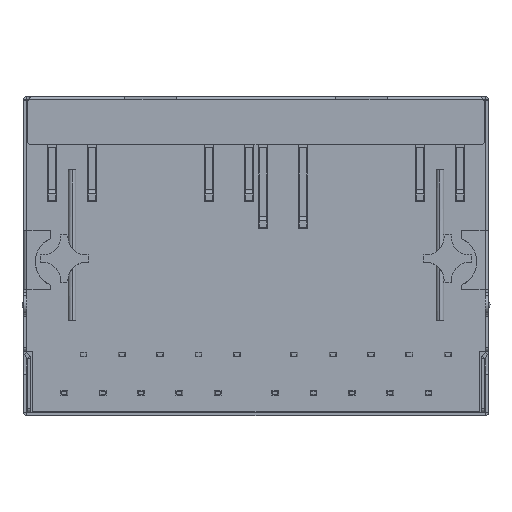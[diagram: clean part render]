
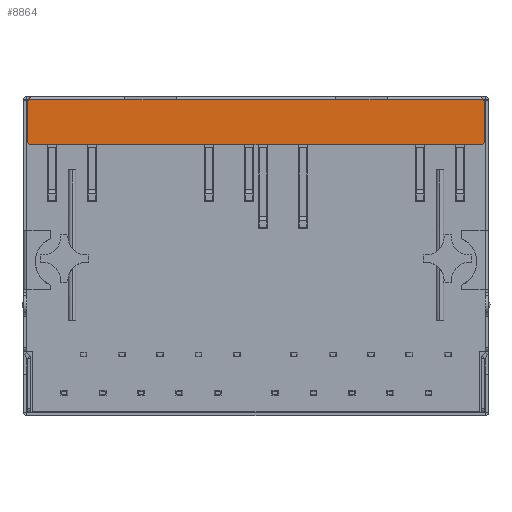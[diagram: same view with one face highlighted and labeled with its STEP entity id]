
A CAD part, front view. The second image highlights one B-rep face of the part: STEP entity #8864.
In plain terms, the highlighted planar face has unit normal (0, -1, 0).
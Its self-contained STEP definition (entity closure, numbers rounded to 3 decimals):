
#57 = EDGE_CURVE ( 'NONE', #14486, #4864, #20947, .T. ) ;
#73 = CIRCLE ( 'NONE', #30041, 0.2 ) ;
#91 = DIRECTION ( 'NONE',  ( 0., 0., 1. ) ) ;
#241 = LINE ( 'NONE', #14663, #21837 ) ;
#611 = CARTESIAN_POINT ( 'NONE',  ( 15.4, -6.775, -3. ) ) ;
#1871 = EDGE_CURVE ( 'NONE', #15551, #40063, #241, .T. ) ;
#3250 = DIRECTION ( 'NONE',  ( 0., 0., 1. ) ) ;
#3852 = LINE ( 'NONE', #18739, #32056 ) ;
#4194 = EDGE_CURVE ( 'NONE', #38883, #14486, #22167, .T. ) ;
#4366 = ORIENTED_EDGE ( 'NONE', *, *, #34699, .F. ) ;
#4452 = VECTOR ( 'NONE', #36516, 1000. ) ;
#4632 = CARTESIAN_POINT ( 'NONE',  ( 15.129, -6.775, -0.075 ) ) ;
#4864 = VERTEX_POINT ( 'NONE', #42479 ) ;
#5175 = CARTESIAN_POINT ( 'NONE',  ( -5.285, -6.775, -0.02 ) ) ;
#5302 = ORIENTED_EDGE ( 'NONE', *, *, #10173, .F. ) ;
#7690 = DIRECTION ( 'NONE',  ( 1., 0., 0. ) ) ;
#7814 = CARTESIAN_POINT ( 'NONE',  ( 14.991, -6.775, -0.02 ) ) ;
#8344 = AXIS2_PLACEMENT_3D ( 'NONE', #23192, #12130, #44586 ) ;
#8864 = ADVANCED_FACE ( 'NONE', ( #37849 ), #30160, .F. ) ;
#9294 = CIRCLE ( 'NONE', #35380, 0.2 ) ;
#9976 = CIRCLE ( 'NONE', #19987, 0.2 ) ;
#10173 = EDGE_CURVE ( 'NONE', #40063, #46534, #22057, .T. ) ;
#10315 = ORIENTED_EDGE ( 'NONE', *, *, #44609, .T. ) ;
#10773 = CARTESIAN_POINT ( 'NONE',  ( 8.685, -6.775, -0.02 ) ) ;
#10855 = ORIENTED_EDGE ( 'NONE', *, *, #33828, .F. ) ;
#10940 = VECTOR ( 'NONE', #18443, 1000. ) ;
#11267 = CARTESIAN_POINT ( 'NONE',  ( 15.129, -6.775, 0. ) ) ;
#11793 = ORIENTED_EDGE ( 'NONE', *, *, #41753, .F. ) ;
#12130 = DIRECTION ( 'NONE',  ( 0., 1., 0. ) ) ;
#12525 = AXIS2_PLACEMENT_3D ( 'NONE', #33021, #29654, #91 ) ;
#14408 = CARTESIAN_POINT ( 'NONE',  ( 14.929, -6.775, -3. ) ) ;
#14486 = VERTEX_POINT ( 'NONE', #21355 ) ;
#14663 = CARTESIAN_POINT ( 'NONE',  ( 15.4, -6.775, -0.02 ) ) ;
#15551 = VERTEX_POINT ( 'NONE', #5175 ) ;
#16216 = DIRECTION ( 'NONE',  ( -1., 0., 0. ) ) ;
#17675 = DIRECTION ( 'NONE',  ( 0., 1., 0. ) ) ;
#18443 = DIRECTION ( 'NONE',  ( 1., 0., 0. ) ) ;
#18739 = CARTESIAN_POINT ( 'NONE',  ( 15.4, -6.775, -0.02 ) ) ;
#19085 = VECTOR ( 'NONE', #41772, 1000. ) ;
#19345 = EDGE_CURVE ( 'NONE', #37813, #34112, #73, .T. ) ;
#19352 = LINE ( 'NONE', #611, #41340 ) ;
#19713 = EDGE_LOOP ( 'NONE', ( #23135, #34294, #10855, #21836, #30479, #45865, #44241, #5302, #42333, #11793, #4366, #10315 ) ) ;
#19987 = AXIS2_PLACEMENT_3D ( 'NONE', #36194, #17675, #3250 ) ;
#20947 = CIRCLE ( 'NONE', #12525, 0.2 ) ;
#21223 = CARTESIAN_POINT ( 'NONE',  ( 15.129, -6.775, -2.8 ) ) ;
#21355 = CARTESIAN_POINT ( 'NONE',  ( -15.129, -6.775, -2.8 ) ) ;
#21836 = ORIENTED_EDGE ( 'NONE', *, *, #19345, .T. ) ;
#21837 = VECTOR ( 'NONE', #34554, 1000. ) ;
#22057 = LINE ( 'NONE', #36725, #10940 ) ;
#22167 = LINE ( 'NONE', #36826, #34952 ) ;
#22208 = DIRECTION ( 'NONE',  ( 0., -1., 0. ) ) ;
#22901 = CARTESIAN_POINT ( 'NONE',  ( 15.129, -6.775, 0.125 ) ) ;
#23135 = ORIENTED_EDGE ( 'NONE', *, *, #4194, .T. ) ;
#23192 = CARTESIAN_POINT ( 'NONE',  ( 0., -6.775, 0. ) ) ;
#24317 = CARTESIAN_POINT ( 'NONE',  ( -14.991, -6.775, -0.02 ) ) ;
#26035 = DIRECTION ( 'NONE',  ( 0., 0., 1. ) ) ;
#26524 = DIRECTION ( 'NONE',  ( 0., 0., 1. ) ) ;
#27126 = CARTESIAN_POINT ( 'NONE',  ( -8.685, -6.775, -0.02 ) ) ;
#29654 = DIRECTION ( 'NONE',  ( 0., -1., 0. ) ) ;
#30041 = AXIS2_PLACEMENT_3D ( 'NONE', #33019, #22208, #26524 ) ;
#30160 = PLANE ( 'NONE',  #8344 ) ;
#30479 = ORIENTED_EDGE ( 'NONE', *, *, #35377, .F. ) ;
#31317 = DIRECTION ( 'NONE',  ( 1., 0., 0. ) ) ;
#31850 = CARTESIAN_POINT ( 'NONE',  ( -8.685, -6.775, -0.02 ) ) ;
#32056 = VECTOR ( 'NONE', #7690, 1000. ) ;
#32910 = LINE ( 'NONE', #11267, #4452 ) ;
#33019 = CARTESIAN_POINT ( 'NONE',  ( 14.929, -6.775, -2.8 ) ) ;
#33021 = CARTESIAN_POINT ( 'NONE',  ( -14.929, -6.775, -2.8 ) ) ;
#33483 = EDGE_CURVE ( 'NONE', #46534, #33799, #3852, .T. ) ;
#33799 = VERTEX_POINT ( 'NONE', #7814 ) ;
#33828 = EDGE_CURVE ( 'NONE', #37813, #4864, #19352, .T. ) ;
#34112 = VERTEX_POINT ( 'NONE', #21223 ) ;
#34294 = ORIENTED_EDGE ( 'NONE', *, *, #57, .T. ) ;
#34554 = DIRECTION ( 'NONE',  ( 1., 0., 0. ) ) ;
#34699 = EDGE_CURVE ( 'NONE', #47188, #43375, #37599, .T. ) ;
#34952 = VECTOR ( 'NONE', #44028, 1000. ) ;
#35377 = EDGE_CURVE ( 'NONE', #45268, #34112, #32910, .T. ) ;
#35380 = AXIS2_PLACEMENT_3D ( 'NONE', #22901, #44288, #26035 ) ;
#36194 = CARTESIAN_POINT ( 'NONE',  ( -15.129, -6.775, 0.125 ) ) ;
#36516 = DIRECTION ( 'NONE',  ( 0., 0., -1. ) ) ;
#36725 = CARTESIAN_POINT ( 'NONE',  ( 8.685, -6.775, -0.02 ) ) ;
#36826 = CARTESIAN_POINT ( 'NONE',  ( -15.129, -6.775, 0. ) ) ;
#37272 = CARTESIAN_POINT ( 'NONE',  ( 5.285, -6.775, -0.02 ) ) ;
#37599 = LINE ( 'NONE', #38065, #42043 ) ;
#37813 = VERTEX_POINT ( 'NONE', #14408 ) ;
#37849 = FACE_OUTER_BOUND ( 'NONE', #19713, .T. ) ;
#38065 = CARTESIAN_POINT ( 'NONE',  ( 15.4, -6.775, -0.02 ) ) ;
#38883 = VERTEX_POINT ( 'NONE', #45429 ) ;
#40063 = VERTEX_POINT ( 'NONE', #37272 ) ;
#41340 = VECTOR ( 'NONE', #16216, 1000. ) ;
#41753 = EDGE_CURVE ( 'NONE', #43375, #15551, #45388, .T. ) ;
#41772 = DIRECTION ( 'NONE',  ( 1., 0., 0. ) ) ;
#42043 = VECTOR ( 'NONE', #31317, 1000. ) ;
#42333 = ORIENTED_EDGE ( 'NONE', *, *, #1871, .F. ) ;
#42479 = CARTESIAN_POINT ( 'NONE',  ( -14.929, -6.775, -3. ) ) ;
#43375 = VERTEX_POINT ( 'NONE', #31850 ) ;
#44028 = DIRECTION ( 'NONE',  ( 0., 0., -1. ) ) ;
#44241 = ORIENTED_EDGE ( 'NONE', *, *, #33483, .F. ) ;
#44288 = DIRECTION ( 'NONE',  ( 0., 1., 0. ) ) ;
#44586 = DIRECTION ( 'NONE',  ( 0., 0., 1. ) ) ;
#44609 = EDGE_CURVE ( 'NONE', #47188, #38883, #9976, .T. ) ;
#45232 = EDGE_CURVE ( 'NONE', #45268, #33799, #9294, .T. ) ;
#45268 = VERTEX_POINT ( 'NONE', #4632 ) ;
#45388 = LINE ( 'NONE', #27126, #19085 ) ;
#45429 = CARTESIAN_POINT ( 'NONE',  ( -15.129, -6.775, -0.075 ) ) ;
#45865 = ORIENTED_EDGE ( 'NONE', *, *, #45232, .T. ) ;
#46534 = VERTEX_POINT ( 'NONE', #10773 ) ;
#47188 = VERTEX_POINT ( 'NONE', #24317 ) ;
